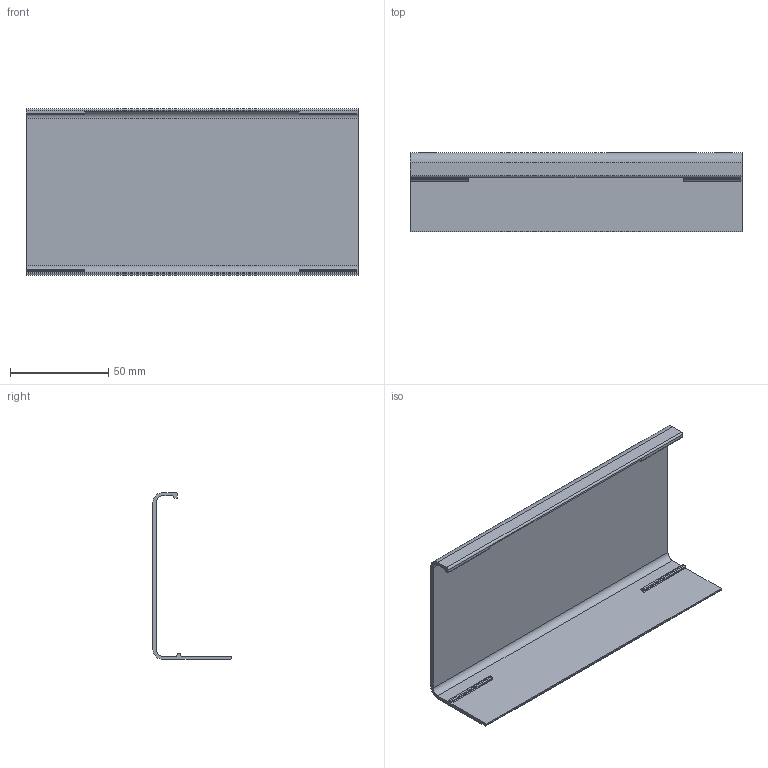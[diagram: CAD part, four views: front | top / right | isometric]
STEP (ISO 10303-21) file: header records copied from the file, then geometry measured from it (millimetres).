
FILE_DESCRIPTION(/* description */ (''),/* implementation_level */ '2;1');
FILE_NAME(/* name */ '',/* time_stamp */ '2025-10-28T14:22:41+09:00',/* author */ ('7890'),/* organization */ (''),/* preprocessor_version */ 'ST-DEVELOPER v20.1',/* originating_system */ 'Autodesk Inventor 2026',/* authorisation */ '');
FILE_SCHEMA (('AUTOMOTIVE_DESIGN { 1 0 10303 214 3 1 1 }'));
Length unit declared in the file: millimetre
Products named in the file (1): PD3L10-100A 커버
Bounding box: 169 x 40.2 x 85 mm (x, y, z)
Volume: 37774.7 mm3; surface area: 45442.5 mm2
Topology: 1 solids, 1 shells, 473 faces, 1275 edges, 850 vertices
Faces by surface type: plane 288, bspline 165, cylinder 20
Entity records: 15582 total; most frequent: CARTESIAN_POINT 4744, ORIENTED_EDGE 2550, DIRECTION 1603, EDGE_CURVE 1275, LINE 905, VECTOR 905, VERTEX_POINT 850, EDGE_LOOP 519
